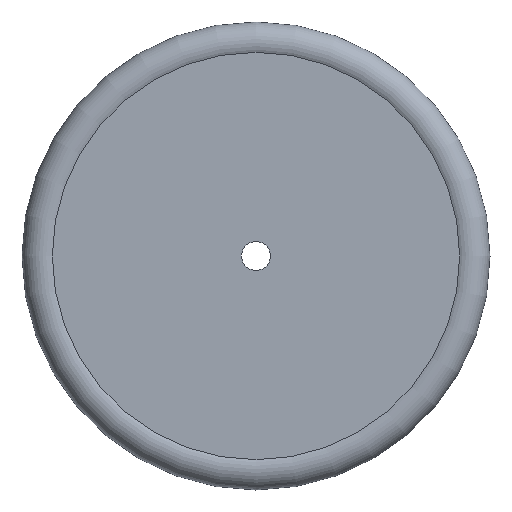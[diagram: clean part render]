
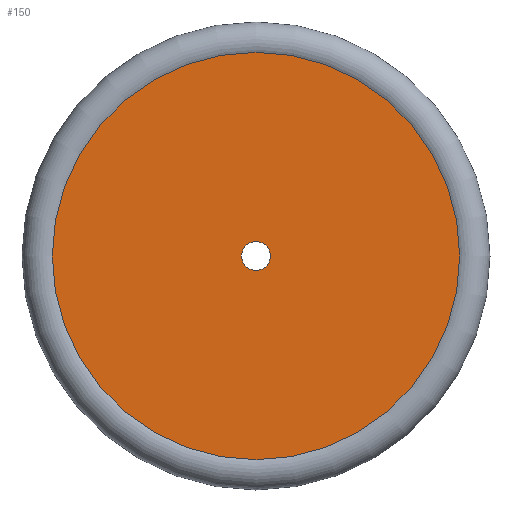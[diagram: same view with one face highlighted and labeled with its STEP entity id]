
A CAD part, front view. The second image highlights one B-rep face of the part: STEP entity #150.
In plain terms, the highlighted planar face has unit normal (0, -1, 0).
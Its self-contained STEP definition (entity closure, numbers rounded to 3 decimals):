
#29=FACE_BOUND('',#64,.T.);
#32=PLANE('',#197);
#52=FACE_OUTER_BOUND('',#63,.T.);
#63=EDGE_LOOP('',(#135));
#64=EDGE_LOOP('',(#136));
#73=CIRCLE('',#189,2.);
#76=CIRCLE('',#196,28.);
#85=VERTEX_POINT('',#281);
#88=VERTEX_POINT('',#293);
#99=EDGE_CURVE('',#85,#85,#73,.T.);
#103=EDGE_CURVE('',#88,#88,#76,.T.);
#135=ORIENTED_EDGE('',*,*,#103,.T.);
#136=ORIENTED_EDGE('',*,*,#99,.T.);
#150=ADVANCED_FACE('',(#52,#29),#32,.F.);
#189=AXIS2_PLACEMENT_3D('',#283,#230,#231);
#196=AXIS2_PLACEMENT_3D('',#294,#245,#246);
#197=AXIS2_PLACEMENT_3D('',#296,#248,#249);
#230=DIRECTION('center_axis',(0.,1.,0.));
#231=DIRECTION('ref_axis',(1.,0.,0.));
#245=DIRECTION('center_axis',(0.,-1.,0.));
#246=DIRECTION('ref_axis',(1.,0.,0.));
#248=DIRECTION('center_axis',(0.,1.,0.));
#249=DIRECTION('ref_axis',(1.,0.,0.));
#281=CARTESIAN_POINT('',(-2.,-6.,0.));
#283=CARTESIAN_POINT('Origin',(0.,-6.,0.));
#293=CARTESIAN_POINT('',(-28.,-6.,0.));
#294=CARTESIAN_POINT('Origin',(0.,-6.,0.));
#296=CARTESIAN_POINT('Origin',(0.,-6.,0.));
